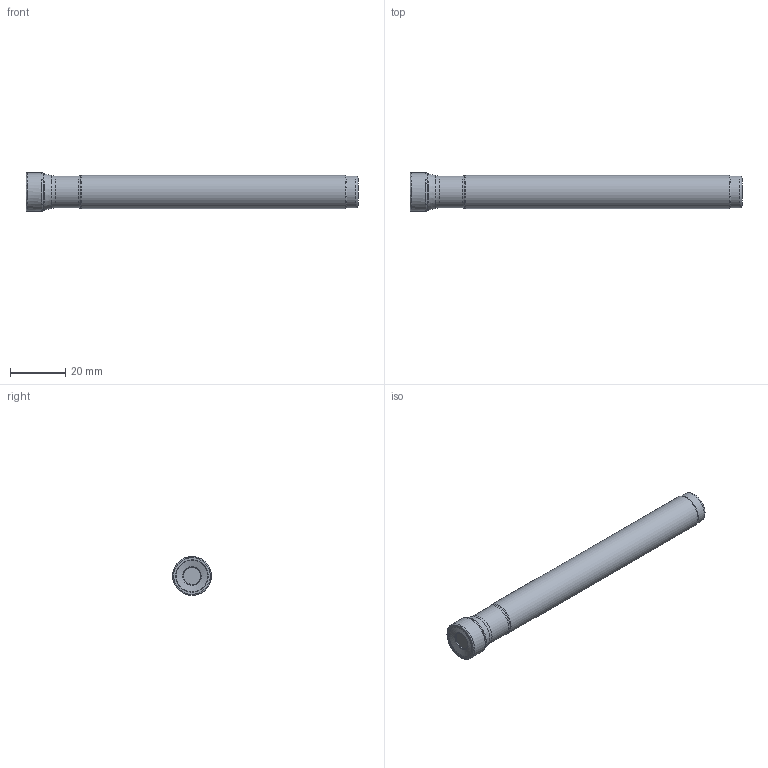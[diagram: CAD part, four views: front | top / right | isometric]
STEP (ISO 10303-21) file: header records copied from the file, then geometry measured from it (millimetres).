
FILE_DESCRIPTION(/* description */ (''),/* implementation_level */ '2;1');
FILE_NAME(/* name */ 'AEM90-AX0602-D14-C12-L120-Z03.stp',/* time_stamp */ '2023-10-19T13:07:34+03:00',/* author */ (''),/* organization */ (''),/* preprocessor_version */ 'ST-DEVELOPER v19.4',/* originating_system */ 'SIEMENS PLM Software NX2306.3001',/* authorisation */ '');
FILE_SCHEMA (('AUTOMOTIVE_DESIGN { 1 0 10303 214 3 1 1 1 }'));
Length unit declared in the file: millimetre
Products named in the file (1): AEM90-AX0602-D14-C12-L120-Z03
Bounding box: 119.99 x 14.06 x 14.06 mm (x, y, z)
Volume: 14287.5 mm3; surface area: 5346.4 mm2
Topology: 2 solids, 2 shells, 31 faces, 72 edges, 44 vertices
Faces by surface type: revolution 14, cone 5, torus 5, cylinder 4, plane 3
Full cylindrical faces by diameter (mm): 11.5 x2, 12 x1, 13.3 x1
Entity records: 815 total; most frequent: DIRECTION 130, CARTESIAN_POINT 106, EDGE_LOOP 60, ORIENTED_EDGE 60, FACE_BOUND 58, AXIS2_PLACEMENT_3D 54, ADVANCED_FACE 31, VERTEX_POINT 30
